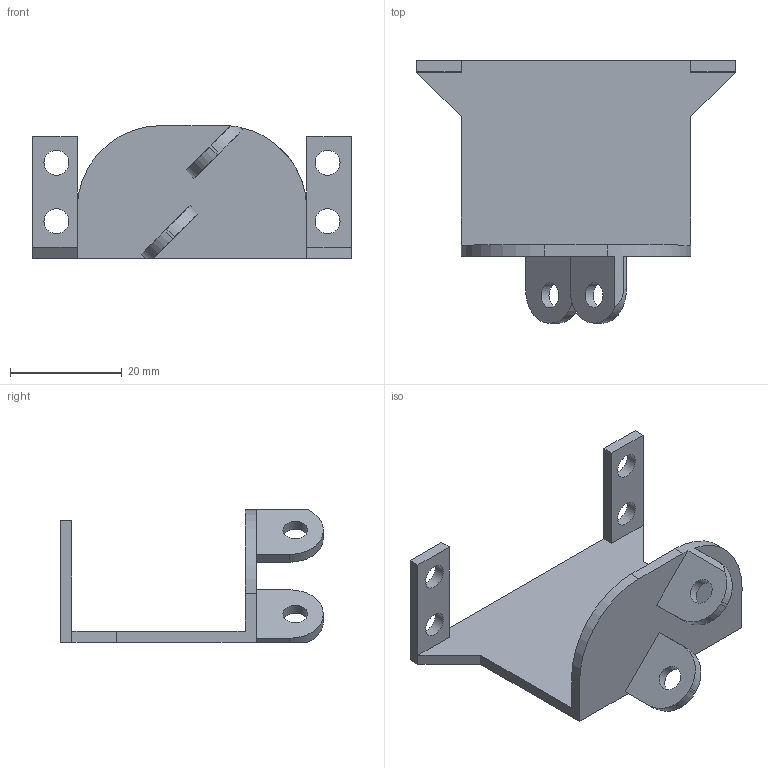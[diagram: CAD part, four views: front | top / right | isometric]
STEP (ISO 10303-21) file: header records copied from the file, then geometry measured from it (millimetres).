
FILE_DESCRIPTION(/* description */ (''),/* implementation_level */ '2;1');
FILE_NAME(/* name */ 'a108afb2-421e-486c-9ac8-05daf022a30c.stp',/* time_stamp */ '2015-10-06T16:37:09-05:00',/* author */ (''),/* organization */ (''),/* preprocessor_version */ 'ST-DEVELOPER v16.1',/* originating_system */ 'Autodesk Translation Framework v4.1.0.1560',/* authorisation */ '');
FILE_SCHEMA (('AUTOMOTIVE_DESIGN { 1 0 10303 214 3 1 1 }'));
Length unit declared in the file: centimetre
Products named in the file (1): stand-top
Bounding box: 57.05 x 47 x 23.8 mm (x, y, z)
Volume: 5630.9 mm3; surface area: 6443.1 mm2
Topology: 1 solids, 1 shells, 40 faces, 112 edges, 74 vertices
Faces by surface type: plane 28, cylinder 12
Full cylindrical faces by diameter (mm): 4.46 x6
Entity records: 1309 total; most frequent: CARTESIAN_POINT 228, DIRECTION 213, ORIENTED_EDGE 212, EDGE_CURVE 106, LINE 79, VECTOR 79, VERTEX_POINT 74, AXIS2_PLACEMENT_3D 67
